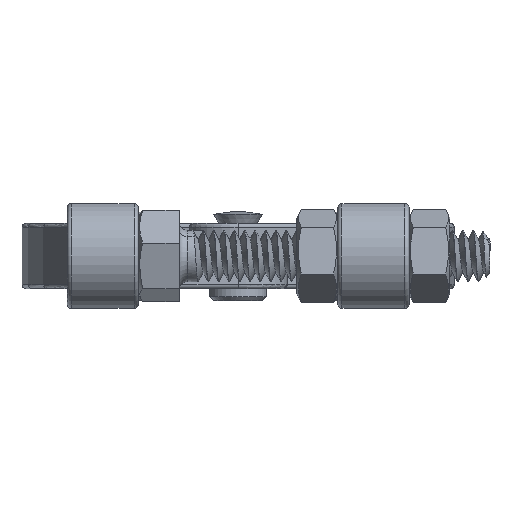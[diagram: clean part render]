
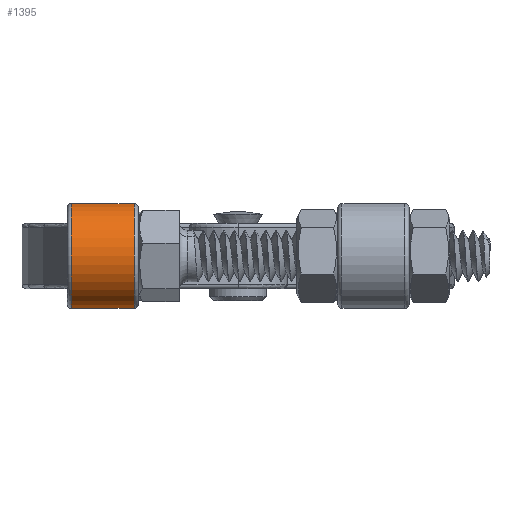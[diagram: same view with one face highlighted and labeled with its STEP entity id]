
A CAD part, left-side view. The second image highlights one B-rep face of the part: STEP entity #1395.
In plain terms, the highlighted cylindrical face has radius 6.4 mm (diameter 12.8 mm), a partial arc.
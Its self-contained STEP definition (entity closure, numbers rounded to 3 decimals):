
#220 = CARTESIAN_POINT ( 'NONE',  ( -35.1, 12.7, 10.4 ) ) ;
#1395 = ADVANCED_FACE ( 'NONE', ( #5420 ), #26053, .T. ) ;
#3447 = ORIENTED_EDGE ( 'NONE', *, *, #28828, .T. ) ;
#3795 = CARTESIAN_POINT ( 'NONE',  ( -35.1, 39.002, 4. ) ) ;
#4073 = ORIENTED_EDGE ( 'NONE', *, *, #5925, .T. ) ;
#4242 = DIRECTION ( 'NONE',  ( 0., -1., 0. ) ) ;
#5420 = FACE_OUTER_BOUND ( 'NONE', #27348, .T. ) ;
#5441 = CIRCLE ( 'NONE', #16179, 6.4 ) ;
#5925 = EDGE_CURVE ( 'NONE', #22337, #29851, #32506, .T. ) ;
#6086 = VERTEX_POINT ( 'NONE', #10386 ) ;
#6171 = DIRECTION ( 'NONE',  ( 0., 0., -1. ) ) ;
#7617 = LINE ( 'NONE', #14720, #14231 ) ;
#9038 = VECTOR ( 'NONE', #29963, 1000. ) ;
#9832 = DIRECTION ( 'NONE',  ( 0., -1., 0. ) ) ;
#10050 = CARTESIAN_POINT ( 'NONE',  ( -35.1, 12.7, 4. ) ) ;
#10386 = CARTESIAN_POINT ( 'NONE',  ( -35.1, 12.7, -2.4 ) ) ;
#12901 = DIRECTION ( 'NONE',  ( 0., 0., -1. ) ) ;
#14231 = VECTOR ( 'NONE', #28560, 1000. ) ;
#14720 = CARTESIAN_POINT ( 'NONE',  ( -35.1, 39.002, -2.4 ) ) ;
#15963 = CARTESIAN_POINT ( 'NONE',  ( -35.1, 39.002, 10.4 ) ) ;
#16179 = AXIS2_PLACEMENT_3D ( 'NONE', #10050, #29711, #12901 ) ;
#18382 = ORIENTED_EDGE ( 'NONE', *, *, #29141, .T. ) ;
#21052 = CARTESIAN_POINT ( 'NONE',  ( -35.1, 20.4, 4. ) ) ;
#22337 = VERTEX_POINT ( 'NONE', #34068 ) ;
#23890 = DIRECTION ( 'NONE',  ( 0., 0., -1. ) ) ;
#24830 = AXIS2_PLACEMENT_3D ( 'NONE', #21052, #4242, #23890 ) ;
#26053 = CYLINDRICAL_SURFACE ( 'NONE', #35811, 6.4 ) ;
#26970 = EDGE_CURVE ( 'NONE', #22337, #27557, #31479, .T. ) ;
#27348 = EDGE_LOOP ( 'NONE', ( #28900, #4073, #18382, #3447 ) ) ;
#27557 = VERTEX_POINT ( 'NONE', #220 ) ;
#28560 = DIRECTION ( 'NONE',  ( 0., -1., 0. ) ) ;
#28828 = EDGE_CURVE ( 'NONE', #6086, #27557, #5441, .T. ) ;
#28900 = ORIENTED_EDGE ( 'NONE', *, *, #26970, .F. ) ;
#29141 = EDGE_CURVE ( 'NONE', #29851, #6086, #7617, .T. ) ;
#29711 = DIRECTION ( 'NONE',  ( 0., 1., 0. ) ) ;
#29851 = VERTEX_POINT ( 'NONE', #32021 ) ;
#29963 = DIRECTION ( 'NONE',  ( 0., -1., 0. ) ) ;
#31479 = LINE ( 'NONE', #15963, #9038 ) ;
#32021 = CARTESIAN_POINT ( 'NONE',  ( -35.1, 20.4, -2.4 ) ) ;
#32506 = CIRCLE ( 'NONE', #24830, 6.4 ) ;
#34068 = CARTESIAN_POINT ( 'NONE',  ( -35.1, 20.4, 10.4 ) ) ;
#35811 = AXIS2_PLACEMENT_3D ( 'NONE', #3795, #9832, #6171 ) ;
